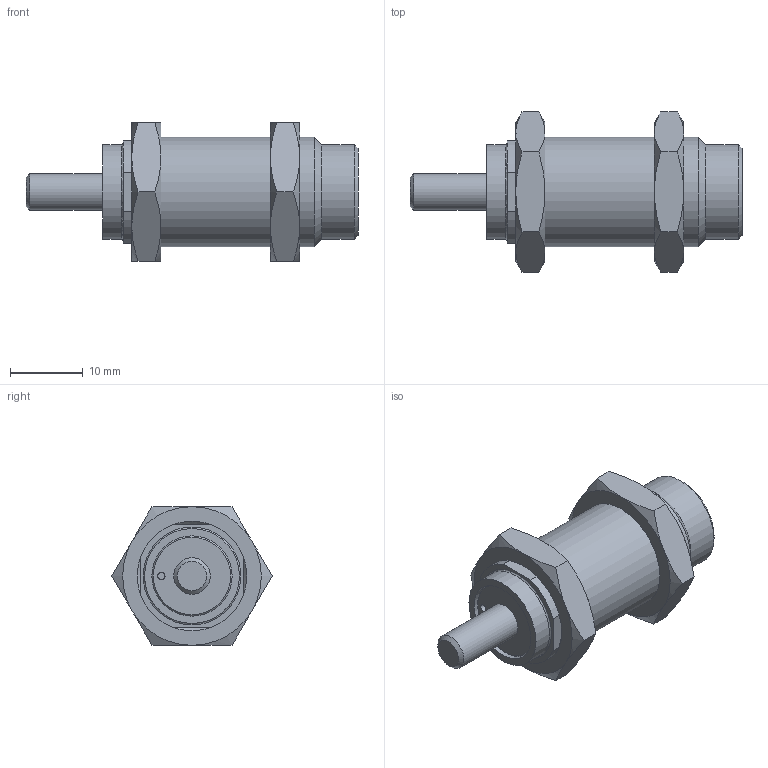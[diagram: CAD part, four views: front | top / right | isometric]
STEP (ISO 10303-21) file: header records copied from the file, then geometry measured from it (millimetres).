
FILE_DESCRIPTION((''),'2;1');
FILE_NAME('TS010.015.GS.L.stp','2015-06-12T12:22:46',('carlo.corazza'),(''),'Autodesk Inventor 2013','Autodesk Inventor 2013','');
FILE_SCHEMA(('AUTOMOTIVE_DESIGN { 1 0 10303 214 1 1 1 1 }'));
Length unit declared in the file: millimetre
Products named in the file (1): TS010.015.GS.L
Bounding box: 45.5 x 21.94 x 19 mm (x, y, z)
Volume: 6963.4 mm3; surface area: 2826.6 mm2
Topology: 1 solids, 1 shells, 74 faces, 156 edges, 93 vertices
Faces by surface type: cone 34, plane 27, cylinder 12, torus 1
Full cylindrical faces by diameter (mm): 1 x1, 4.2 x1, 5 x1, 11 x1, 13 x2, 15 x2
Entity records: 2047 total; most frequent: CARTESIAN_POINT 609, DIRECTION 288, ORIENTED_EDGE 272, EDGE_CURVE 136, AXIS2_PLACEMENT_3D 132, EDGE_LOOP 98, VERTEX_POINT 88, FACE_OUTER_BOUND 74
